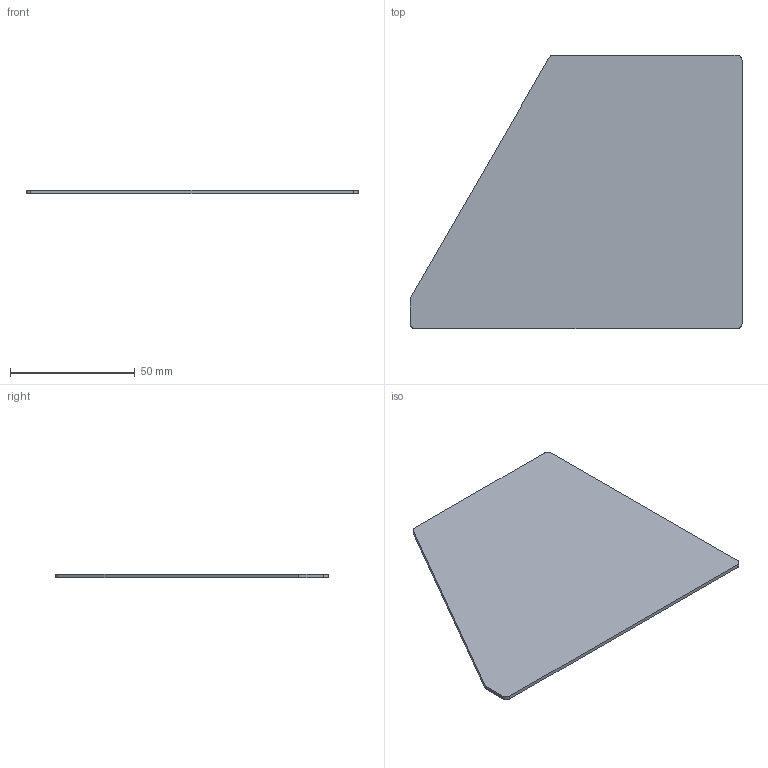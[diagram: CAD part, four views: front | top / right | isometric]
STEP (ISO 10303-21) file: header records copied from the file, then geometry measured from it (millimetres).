
FILE_DESCRIPTION (( 'STEP AP214' ), '1' );
FILE_NAME ('6282870.stp', '2016-06-20T06:49:56', ( '' ), ( '' ), 'SwSTEP 2.0', 'SolidWorks 2014', '' );
FILE_SCHEMA (( 'AUTOMOTIVE_DESIGN' ));
Length unit declared in the file: millimetre
Products named in the file (2): 6282870; 101381_Standard
Assembly tree (1 placements, depth 2):
  6282870
    101381_Standard
Bounding box: 133 x 109.5 x 1.4 mm (x, y, z)
Volume: 16543.1 mm3; surface area: 24250.4 mm2
Topology: 1 solids, 1 shells, 11 faces, 27 edges, 18 vertices
Faces by surface type: plane 7, cylinder 4
Entity records: 395 total; most frequent: DIRECTION 65, CARTESIAN_POINT 60, ORIENTED_EDGE 54, EDGE_CURVE 27, AXIS2_PLACEMENT_3D 23, VECTOR 19, LINE 19, VERTEX_POINT 18
